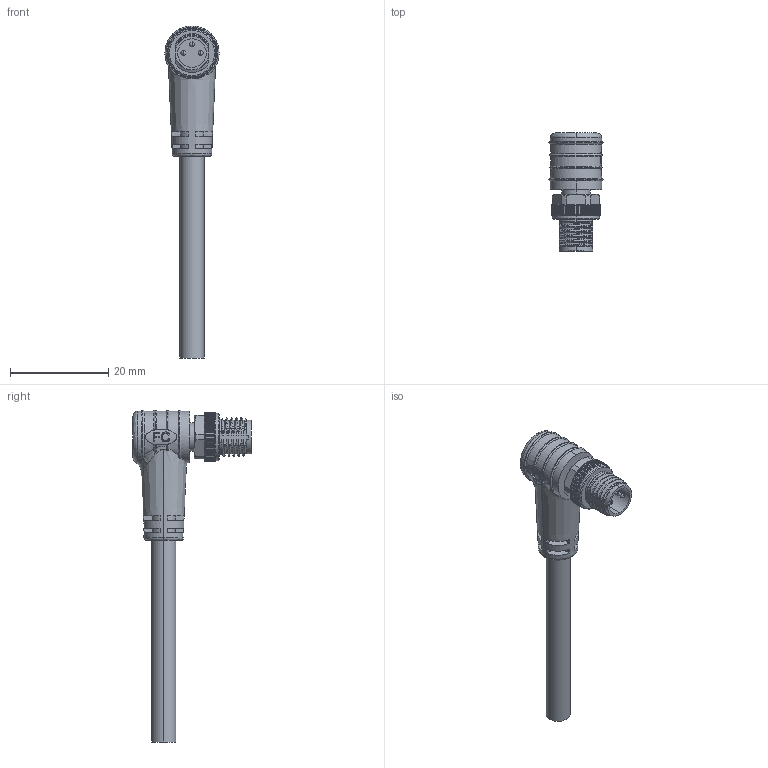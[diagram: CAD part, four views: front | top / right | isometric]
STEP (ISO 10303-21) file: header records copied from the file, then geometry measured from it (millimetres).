
FILE_DESCRIPTION (( 'STEP AP203' ), '1' );
FILE_NAME ('P30.STEP', '2020-03-30T07:23:44', ( 'edpusr' ), ( 'Microsoft' ), 'SwSTEP 2.0', 'SolidWorks 2015', '' );
FILE_SCHEMA (( 'CONFIG_CONTROL_DESIGN' ));
Length unit declared in the file: millimetre
Products named in the file (1): P30
Bounding box: 11 x 24 x 67.5 mm (x, y, z)
Volume: 3214 mm3; surface area: 2341.9 mm2
Topology: 1 solids, 1 shells, 511 faces, 1461 edges, 955 vertices
Faces by surface type: cylinder 245, plane 164, bspline 83, cone 17, torus 2
Entity records: 27117 total; most frequent: CARTESIAN_POINT 15139, ORIENTED_EDGE 2888, DIRECTION 1949, EDGE_CURVE 1444, VERTEX_POINT 955, AXIS2_PLACEMENT_3D 688, VECTOR 573, LINE 573
